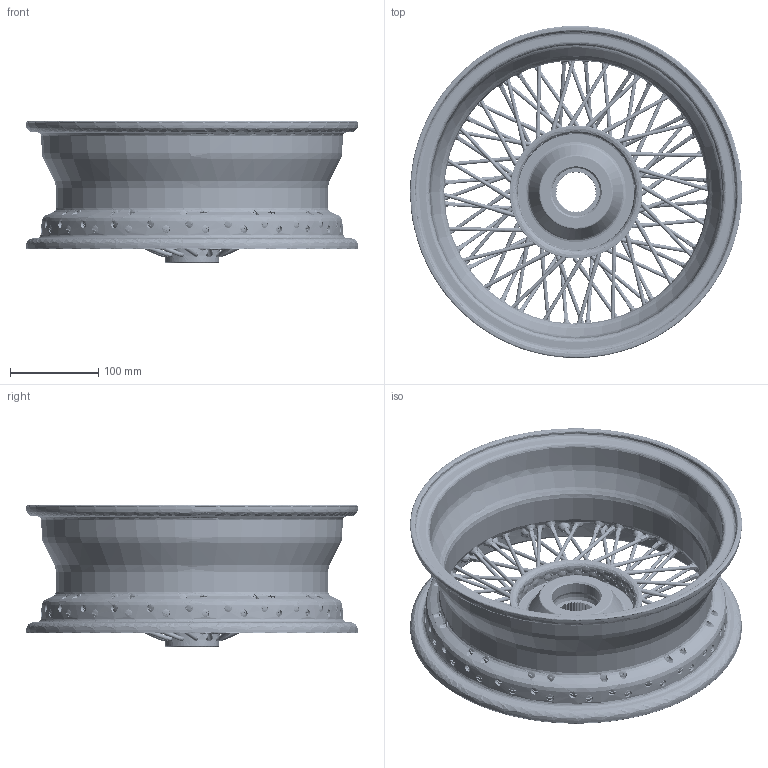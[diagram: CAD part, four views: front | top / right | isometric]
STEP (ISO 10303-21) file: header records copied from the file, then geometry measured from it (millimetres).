
FILE_DESCRIPTION(('FreeCAD Model'),'2;1');
FILE_NAME('Open CASCADE Shape Model','2025-05-04T06:40:38',('FreeCAD'),( 'FreeCAD'),'Open CASCADE STEP processor 7.6','FreeCAD','Unknown');
FILE_SCHEMA(('AUTOMOTIVE_DESIGN { 1 0 10303 214 1 1 1 1 }'));
Products named in the file (1): Open CASCADE STEP translator 7.6 1
Bounding box: 375.82 x 375.44 x 160.46 mm (x, y, z)
Volume: 1403640.1 mm3; surface area: 655244.7 mm2
Topology: 146 solids, 146 shells, 7931 faces, 19366 edges, 11145 vertices
Faces by surface type: bspline 7931
Entity records: 323307 total; most frequent: CARTESIAN_POINT 219304, ORIENTED_EDGE 38060, EDGE_CURVE 19030, VERTEX_POINT 11145, B_SPLINE_CURVE_WITH_KNOTS 10238, FACE_BOUND 8121, EDGE_LOOP 8121, ADVANCED_FACE 7931
